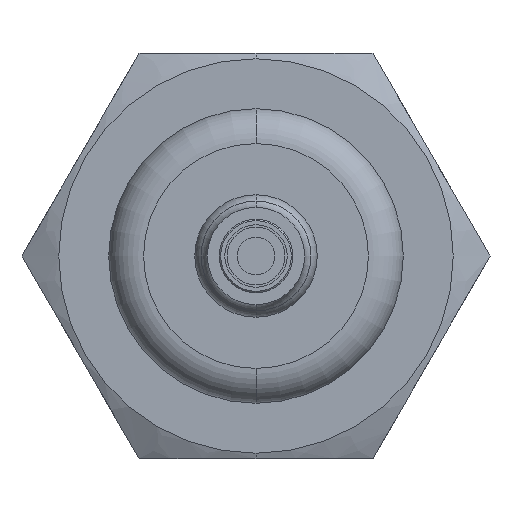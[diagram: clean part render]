
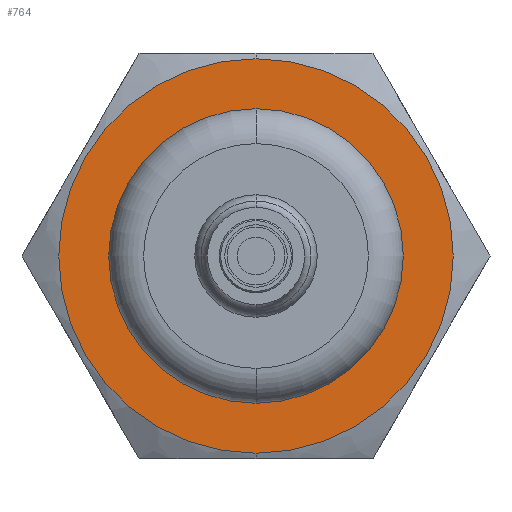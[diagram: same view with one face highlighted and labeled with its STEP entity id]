
A CAD part, front view. The second image highlights one B-rep face of the part: STEP entity #764.
In plain terms, the highlighted planar face has unit normal (0, -1, 0).
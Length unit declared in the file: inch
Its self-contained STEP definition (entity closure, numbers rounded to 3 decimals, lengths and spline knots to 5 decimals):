
#764 = ADVANCED_FACE ( 'NONE', ( #4901, #4958 ), #4918, .F. ) ;
#765 = EDGE_LOOP ( 'NONE', ( #847, #845 ) ) ;
#766 = EDGE_CURVE ( 'NONE', #2302, #2540, #4948, .T. ) ;
#770 = EDGE_CURVE ( 'NONE', #2498, #2558, #4957, .T. ) ;
#775 = ORIENTED_EDGE ( 'NONE', *, *, #2559, .T. ) ;
#776 = EDGE_LOOP ( 'NONE', ( #775, #782 ) ) ;
#782 = ORIENTED_EDGE ( 'NONE', *, *, #770, .T. ) ;
#845 = ORIENTED_EDGE ( 'NONE', *, *, #2298, .F. ) ;
#847 = ORIENTED_EDGE ( 'NONE', *, *, #766, .F. ) ;
#2298 = EDGE_CURVE ( 'NONE', #2540, #2302, #7635, .T. ) ;
#2302 = VERTEX_POINT ( 'NONE', #7684 ) ;
#2498 = VERTEX_POINT ( 'NONE', #8017 ) ;
#2540 = VERTEX_POINT ( 'NONE', #8119 ) ;
#2558 = VERTEX_POINT ( 'NONE', #8183 ) ;
#2559 = EDGE_CURVE ( 'NONE', #2558, #2498, #8182, .T. ) ;
#4901 = FACE_OUTER_BOUND ( 'NONE', #776, .T. ) ;
#4902 = DIRECTION ( 'NONE',  ( 0., -1., 0. ) ) ;
#4917 = CARTESIAN_POINT ( 'NONE',  ( -0.59583, 0., -0.344 ) ) ;
#4918 = PLANE ( 'NONE',  #4959 ) ;
#4939 = CARTESIAN_POINT ( 'NONE',  ( 0., 0., 0. ) ) ;
#4945 = DIRECTION ( 'NONE',  ( 0., 0., 1. ) ) ;
#4946 = DIRECTION ( 'NONE',  ( 0., -1., 0. ) ) ;
#4947 = AXIS2_PLACEMENT_3D ( 'NONE', #4953, #4946, #4945 ) ;
#4948 = CIRCLE ( 'NONE', #4947, 0.25 ) ;
#4950 = DIRECTION ( 'NONE',  ( 0., 0., 1. ) ) ;
#4951 = DIRECTION ( 'NONE',  ( 0., 1., 0. ) ) ;
#4953 = CARTESIAN_POINT ( 'NONE',  ( 0., 0., 0. ) ) ;
#4955 = AXIS2_PLACEMENT_3D ( 'NONE', #4939, #4902, #4991 ) ;
#4957 = CIRCLE ( 'NONE', #4955, 0.33483 ) ;
#4958 = FACE_BOUND ( 'NONE', #765, .T. ) ;
#4959 = AXIS2_PLACEMENT_3D ( 'NONE', #4917, #4951, #4950 ) ;
#4991 = DIRECTION ( 'NONE',  ( 0., 0., -1. ) ) ;
#7630 = AXIS2_PLACEMENT_3D ( 'NONE', #7677, #7676, #7675 ) ;
#7635 = CIRCLE ( 'NONE', #7630, 0.25 ) ;
#7675 = DIRECTION ( 'NONE',  ( 0., 0., 1. ) ) ;
#7676 = DIRECTION ( 'NONE',  ( 0., -1., 0. ) ) ;
#7677 = CARTESIAN_POINT ( 'NONE',  ( 0., 0., 0. ) ) ;
#7684 = CARTESIAN_POINT ( 'NONE',  ( 0., 0., 0.25 ) ) ;
#8017 = CARTESIAN_POINT ( 'NONE',  ( 0., 0., 0.33483 ) ) ;
#8119 = CARTESIAN_POINT ( 'NONE',  ( 0., 0., -0.25 ) ) ;
#8163 = DIRECTION ( 'NONE',  ( 0., 0., -1. ) ) ;
#8164 = DIRECTION ( 'NONE',  ( 0., -1., 0. ) ) ;
#8165 = CARTESIAN_POINT ( 'NONE',  ( 0., 0., 0. ) ) ;
#8166 = AXIS2_PLACEMENT_3D ( 'NONE', #8165, #8164, #8163 ) ;
#8182 = CIRCLE ( 'NONE', #8166, 0.33483 ) ;
#8183 = CARTESIAN_POINT ( 'NONE',  ( 0., 0., -0.33483 ) ) ;
